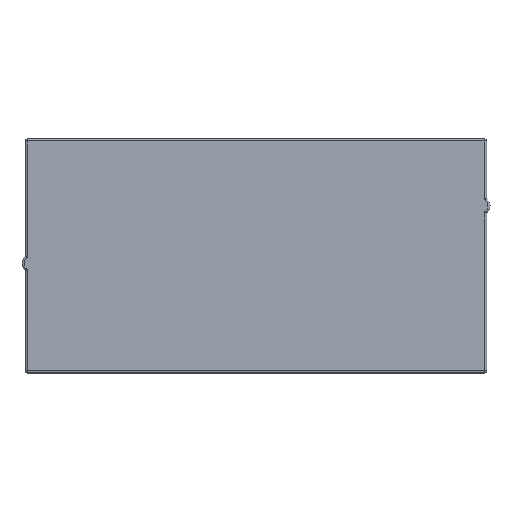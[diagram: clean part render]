
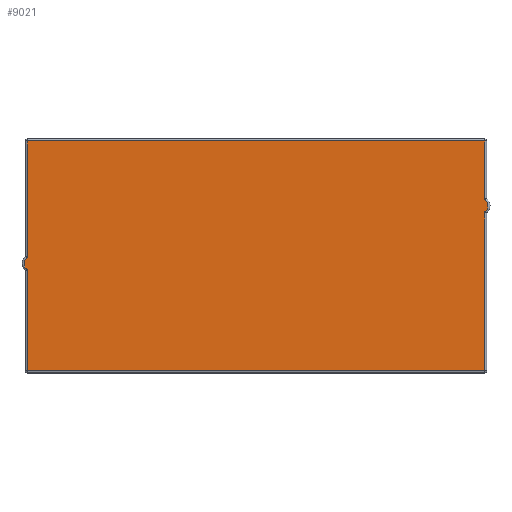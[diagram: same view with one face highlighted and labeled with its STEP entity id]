
A CAD part, top view. The second image highlights one B-rep face of the part: STEP entity #9021.
In plain terms, the highlighted planar face has unit normal (0, 0, 1).
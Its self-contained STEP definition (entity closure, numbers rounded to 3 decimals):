
#8386=CARTESIAN_POINT('',(55.4,-27.85,20.0));
#8387=VERTEX_POINT('',#8386);
#8421=CARTESIAN_POINT('',(-55.4,-27.85,20.0));
#8422=VERTEX_POINT('',#8421);
#8463=CARTESIAN_POINT('',(-55.4,-3.347,20.0));
#8464=VERTEX_POINT('',#8463);
#8465=CARTESIAN_POINT('',(-55.4,-27.85,20.0));
#8466=DIRECTION('',(0.0,1.0,0.0));
#8467=VECTOR('',#8466,24.503);
#8468=LINE('',#8465,#8467);
#8469=EDGE_CURVE('',#8422,#8464,#8468,.T.);
#8507=CARTESIAN_POINT('',(55.4,27.85,20.0));
#8508=VERTEX_POINT('',#8507);
#8531=CARTESIAN_POINT('',(-55.4,-0.353,20.0));
#8532=VERTEX_POINT('',#8531);
#8533=CARTESIAN_POINT('',(-54.4,-1.85,20.0));
#8534=DIRECTION('',(0.0,0.0,-1.0));
#8535=DIRECTION('',(-1.0,0.0,0.0));
#8536=AXIS2_PLACEMENT_3D('',#8533,#8534,#8535);
#8537=CIRCLE('',#8536,1.8);
#8538=EDGE_CURVE('',#8464,#8532,#8537,.T.);
#8586=CARTESIAN_POINT('',(-55.4,27.85,20.0));
#8587=VERTEX_POINT('',#8586);
#8610=CARTESIAN_POINT('',(-55.4,-0.353,20.0));
#8611=DIRECTION('',(0.0,1.0,0.0));
#8612=VECTOR('',#8611,28.203);
#8613=LINE('',#8610,#8612);
#8614=EDGE_CURVE('',#8532,#8587,#8613,.T.);
#8672=CARTESIAN_POINT('',(-55.4,27.85,20.0));
#8673=DIRECTION('',(1.0,0.0,0.0));
#8674=VECTOR('',#8673,110.8);
#8675=LINE('',#8672,#8674);
#8676=EDGE_CURVE('',#8587,#8508,#8675,.T.);
#8727=CARTESIAN_POINT('',(55.4,13.647,20.0));
#8728=VERTEX_POINT('',#8727);
#8729=CARTESIAN_POINT('',(55.4,27.85,20.0));
#8730=DIRECTION('',(0.0,-1.0,0.0));
#8731=VECTOR('',#8730,14.203);
#8732=LINE('',#8729,#8731);
#8733=EDGE_CURVE('',#8508,#8728,#8732,.T.);
#8800=CARTESIAN_POINT('',(55.4,-27.85,20.0));
#8801=DIRECTION('',(-1.0,0.0,0.0));
#8802=VECTOR('',#8801,110.8);
#8803=LINE('',#8800,#8802);
#8804=EDGE_CURVE('',#8387,#8422,#8803,.T.);
#8814=CARTESIAN_POINT('',(55.4,10.653,20.0));
#8815=VERTEX_POINT('',#8814);
#8816=CARTESIAN_POINT('',(54.4,12.15,20.0));
#8817=DIRECTION('',(0.0,0.0,-1.0));
#8818=DIRECTION('',(1.0,0.0,0.0));
#8819=AXIS2_PLACEMENT_3D('',#8816,#8817,#8818);
#8820=CIRCLE('',#8819,1.8);
#8821=EDGE_CURVE('',#8728,#8815,#8820,.T.);
#8890=CARTESIAN_POINT('',(55.4,10.653,20.0));
#8891=DIRECTION('',(0.0,-1.0,0.0));
#8892=VECTOR('',#8891,38.503);
#8893=LINE('',#8890,#8892);
#8894=EDGE_CURVE('',#8815,#8387,#8893,.T.);
#9006=CARTESIAN_POINT('',(0.,0.014,20.0));
#9007=DIRECTION('',(0.0,0.0,1.0));
#9008=DIRECTION('',(1.0,0.0,0.0));
#9009=AXIS2_PLACEMENT_3D('',#9006,#9007,#9008);
#9010=PLANE('',#9009);
#9011=ORIENTED_EDGE('',*,*,#8469,.F.);
#9012=ORIENTED_EDGE('',*,*,#8804,.F.);
#9013=ORIENTED_EDGE('',*,*,#8894,.F.);
#9014=ORIENTED_EDGE('',*,*,#8821,.F.);
#9015=ORIENTED_EDGE('',*,*,#8733,.F.);
#9016=ORIENTED_EDGE('',*,*,#8676,.F.);
#9017=ORIENTED_EDGE('',*,*,#8614,.F.);
#9018=ORIENTED_EDGE('',*,*,#8538,.F.);
#9019=EDGE_LOOP('',(#9011,#9012,#9013,#9014,#9015,#9016,#9017,#9018));
#9020=FACE_OUTER_BOUND('',#9019,.T.);
#9021=ADVANCED_FACE('',(#9020),#9010,.T.);
